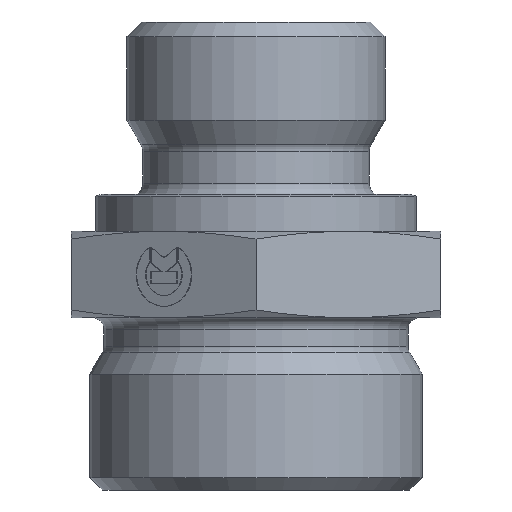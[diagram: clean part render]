
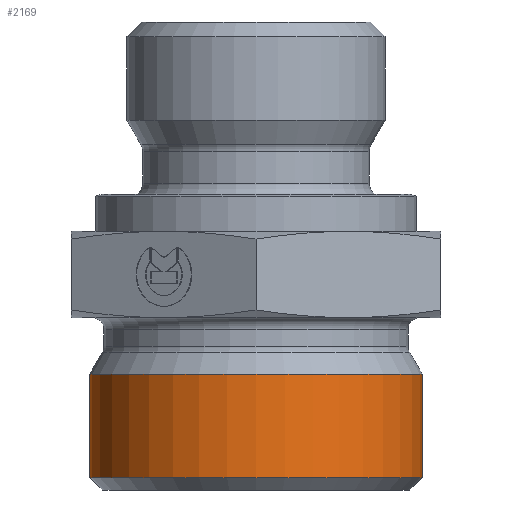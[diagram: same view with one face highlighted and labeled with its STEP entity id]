
A CAD part, front view. The second image highlights one B-rep face of the part: STEP entity #2169.
In plain terms, the highlighted cylindrical face has radius 13.5 mm (diameter 27 mm), a full revolution.
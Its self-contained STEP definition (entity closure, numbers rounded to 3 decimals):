
#2078=CARTESIAN_POINT('',(6.75,11.691,9.408));
#2079=VERTEX_POINT('',#2078);
#2080=CARTESIAN_POINT('',(0.0,0.0,9.408));
#2081=DIRECTION('',(0.0,0.0,-1.0));
#2082=DIRECTION('',(1.0,0.0,0.0));
#2083=AXIS2_PLACEMENT_3D('',#2080,#2081,#2082);
#2084=CIRCLE('',#2083,13.5);
#2085=EDGE_CURVE('',#2079,#2079,#2084,.T.);
#2135=CARTESIAN_POINT('',(-13.5,0.,1.0));
#2136=VERTEX_POINT('',#2135);
#2137=CARTESIAN_POINT('',(0.0,0.0,1.0));
#2138=DIRECTION('',(0.0,0.0,-1.0));
#2139=DIRECTION('',(1.0,0.0,0.0));
#2140=AXIS2_PLACEMENT_3D('',#2137,#2138,#2139);
#2141=CIRCLE('',#2140,13.5);
#2142=EDGE_CURVE('',#2136,#2136,#2141,.T.);
#2158=CARTESIAN_POINT('',(0.0,0.0,0.0));
#2159=DIRECTION('',(0.0,0.0,1.0));
#2160=DIRECTION('',(1.0,0.0,0.0));
#2161=AXIS2_PLACEMENT_3D('',#2158,#2159,#2160);
#2162=CYLINDRICAL_SURFACE('',#2161,13.5);
#2163=ORIENTED_EDGE('',*,*,#2085,.T.);
#2164=EDGE_LOOP('',(#2163));
#2165=FACE_OUTER_BOUND('',#2164,.T.);
#2166=ORIENTED_EDGE('',*,*,#2142,.F.);
#2167=EDGE_LOOP('',(#2166));
#2168=FACE_BOUND('',#2167,.T.);
#2169=ADVANCED_FACE('',(#2165,#2168),#2162,.T.);
